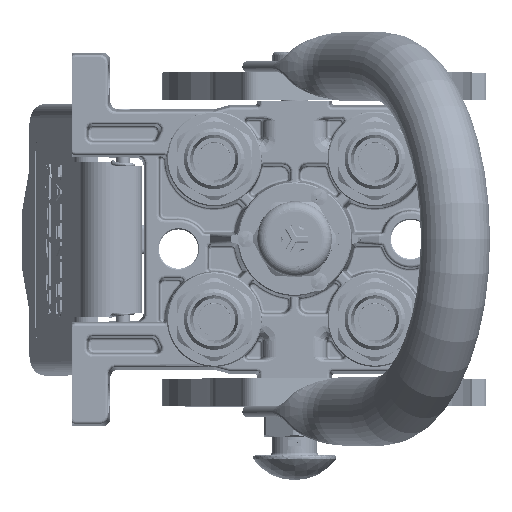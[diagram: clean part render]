
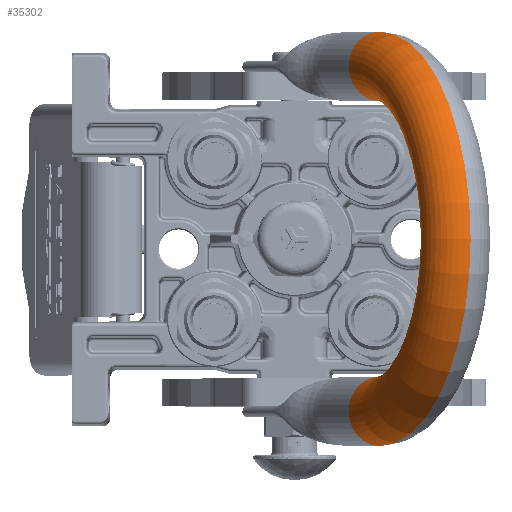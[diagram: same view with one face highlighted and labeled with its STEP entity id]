
A CAD part, top view. The second image highlights one B-rep face of the part: STEP entity #35302.
In plain terms, the highlighted toroidal (fillet/blend) face has major radius 62.25 mm and minor radius 12.5 mm.
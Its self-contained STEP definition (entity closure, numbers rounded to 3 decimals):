
#8046 = EDGE_CURVE ( 'NONE', #195585, #97758, #87162, .T. ) ;
#11488 = EDGE_CURVE ( 'NONE', #131795, #195585, #38903, .T. ) ;
#35302 = ADVANCED_FACE ( 'NONE', ( #163682 ), #67615, .T. ) ;
#38903 = CIRCLE ( 'NONE', #127085, 12.5 ) ;
#39366 = DIRECTION ( 'NONE',  ( 0., 1., 0. ) ) ;
#51346 = CARTESIAN_POINT ( 'NONE',  ( 62.25, 0., 25.25 ) ) ;
#52160 = CIRCLE ( 'NONE', #181969, 12.5 ) ;
#53599 = VERTEX_POINT ( 'NONE', #163639 ) ;
#67615 = TOROIDAL_SURFACE ( 'NONE', #126163, 62.25, 12.5 ) ;
#87162 = CIRCLE ( 'NONE', #191856, 49.75 ) ;
#89642 = DIRECTION ( 'NONE',  ( 0., 1., 0. ) ) ;
#97758 = VERTEX_POINT ( 'NONE', #205391 ) ;
#98333 = ORIENTED_EDGE ( 'NONE', *, *, #11488, .T. ) ;
#103910 = EDGE_LOOP ( 'NONE', ( #166595, #186207, #117339, #98333 ) ) ;
#106153 = DIRECTION ( 'NONE',  ( -1., 0., 0. ) ) ;
#106334 = DIRECTION ( 'NONE',  ( 1., 0., 0. ) ) ;
#114787 = DIRECTION ( 'NONE',  ( 0., 1., 0. ) ) ;
#114896 = AXIS2_PLACEMENT_3D ( 'NONE', #205727, #39366, #106153 ) ;
#117339 = ORIENTED_EDGE ( 'NONE', *, *, #149264, .F. ) ;
#117436 = DIRECTION ( 'NONE',  ( 1., 0., 0. ) ) ;
#119971 = DIRECTION ( 'NONE',  ( 0., 0., 1. ) ) ;
#126163 = AXIS2_PLACEMENT_3D ( 'NONE', #138351, #89642, #106334 ) ;
#127085 = AXIS2_PLACEMENT_3D ( 'NONE', #170051, #119971, #153364 ) ;
#131795 = VERTEX_POINT ( 'NONE', #172560 ) ;
#138351 = CARTESIAN_POINT ( 'NONE',  ( 0., 0., 25.25 ) ) ;
#149264 = EDGE_CURVE ( 'NONE', #131795, #53599, #215394, .T. ) ;
#150134 = DIRECTION ( 'NONE',  ( 0., 0., -1. ) ) ;
#153364 = DIRECTION ( 'NONE',  ( -1., 0., 0. ) ) ;
#163639 = CARTESIAN_POINT ( 'NONE',  ( 74.75, 0., 25.25 ) ) ;
#163682 = FACE_OUTER_BOUND ( 'NONE', #103910, .T. ) ;
#166595 = ORIENTED_EDGE ( 'NONE', *, *, #8046, .T. ) ;
#170051 = CARTESIAN_POINT ( 'NONE',  ( -62.25, 0., 25.25 ) ) ;
#172560 = CARTESIAN_POINT ( 'NONE',  ( -74.75, 0., 25.25 ) ) ;
#181969 = AXIS2_PLACEMENT_3D ( 'NONE', #51346, #150134, #117436 ) ;
#186207 = ORIENTED_EDGE ( 'NONE', *, *, #201934, .F. ) ;
#191856 = AXIS2_PLACEMENT_3D ( 'NONE', #214314, #114787, #198345 ) ;
#195411 = CARTESIAN_POINT ( 'NONE',  ( -49.75, 0., 25.25 ) ) ;
#195585 = VERTEX_POINT ( 'NONE', #195411 ) ;
#198345 = DIRECTION ( 'NONE',  ( -1., 0., 0. ) ) ;
#201934 = EDGE_CURVE ( 'NONE', #53599, #97758, #52160, .T. ) ;
#205391 = CARTESIAN_POINT ( 'NONE',  ( 49.75, 0., 25.25 ) ) ;
#205727 = CARTESIAN_POINT ( 'NONE',  ( 0., 0., 25.25 ) ) ;
#214314 = CARTESIAN_POINT ( 'NONE',  ( 0., 0., 25.25 ) ) ;
#215394 = CIRCLE ( 'NONE', #114896, 74.75 ) ;
